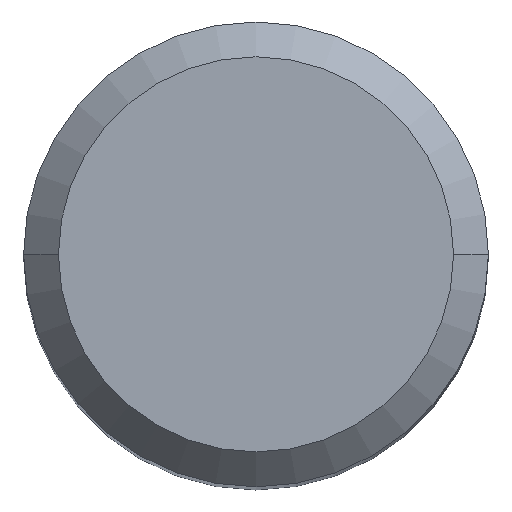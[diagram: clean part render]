
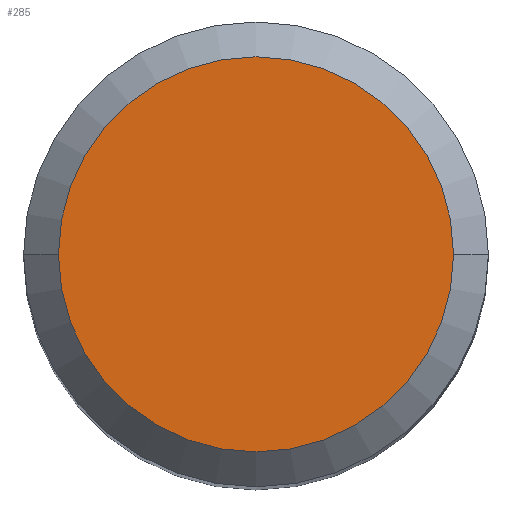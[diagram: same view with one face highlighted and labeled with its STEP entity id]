
A CAD part, top view. The second image highlights one B-rep face of the part: STEP entity #285.
In plain terms, the highlighted planar face has unit normal (0, 0, 1).
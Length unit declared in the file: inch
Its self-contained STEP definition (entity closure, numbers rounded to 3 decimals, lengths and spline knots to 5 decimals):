
#24 = VERTEX_POINT ( 'NONE', #40 ) ;
#40 = CARTESIAN_POINT ( 'NONE',  ( -0.15937, 0., 0. ) ) ;
#89 = PLANE ( 'NONE',  #260 ) ;
#125 = FACE_OUTER_BOUND ( 'NONE', #303, .T. ) ;
#140 = DIRECTION ( 'NONE',  ( 0., 0., 1. ) ) ;
#162 = AXIS2_PLACEMENT_3D ( 'NONE', #348, #458, #198 ) ;
#198 = DIRECTION ( 'NONE',  ( 1., 0., 0. ) ) ;
#213 = EDGE_CURVE ( 'NONE', #24, #446, #370, .T. ) ;
#243 = DIRECTION ( 'NONE',  ( -1., 0., 0. ) ) ;
#260 = AXIS2_PLACEMENT_3D ( 'NONE', #388, #276, #243 ) ;
#276 = DIRECTION ( 'NONE',  ( 0., 0., -1. ) ) ;
#285 = ADVANCED_FACE ( 'NONE', ( #125 ), #89, .F. ) ;
#292 = DIRECTION ( 'NONE',  ( 1., 0., 0. ) ) ;
#303 = EDGE_LOOP ( 'NONE', ( #473, #369 ) ) ;
#348 = CARTESIAN_POINT ( 'NONE',  ( 0., 0., 0. ) ) ;
#355 = CARTESIAN_POINT ( 'NONE',  ( 0.15937, 0., 0. ) ) ;
#369 = ORIENTED_EDGE ( 'NONE', *, *, #414, .T. ) ;
#370 = CIRCLE ( 'NONE', #162, 0.15937 ) ;
#388 = CARTESIAN_POINT ( 'NONE',  ( 0., 0., 0. ) ) ;
#411 = CIRCLE ( 'NONE', #420, 0.15937 ) ;
#414 = EDGE_CURVE ( 'NONE', #446, #24, #411, .T. ) ;
#420 = AXIS2_PLACEMENT_3D ( 'NONE', #474, #140, #292 ) ;
#446 = VERTEX_POINT ( 'NONE', #355 ) ;
#458 = DIRECTION ( 'NONE',  ( 0., 0., 1. ) ) ;
#473 = ORIENTED_EDGE ( 'NONE', *, *, #213, .T. ) ;
#474 = CARTESIAN_POINT ( 'NONE',  ( 0., 0., 0. ) ) ;
